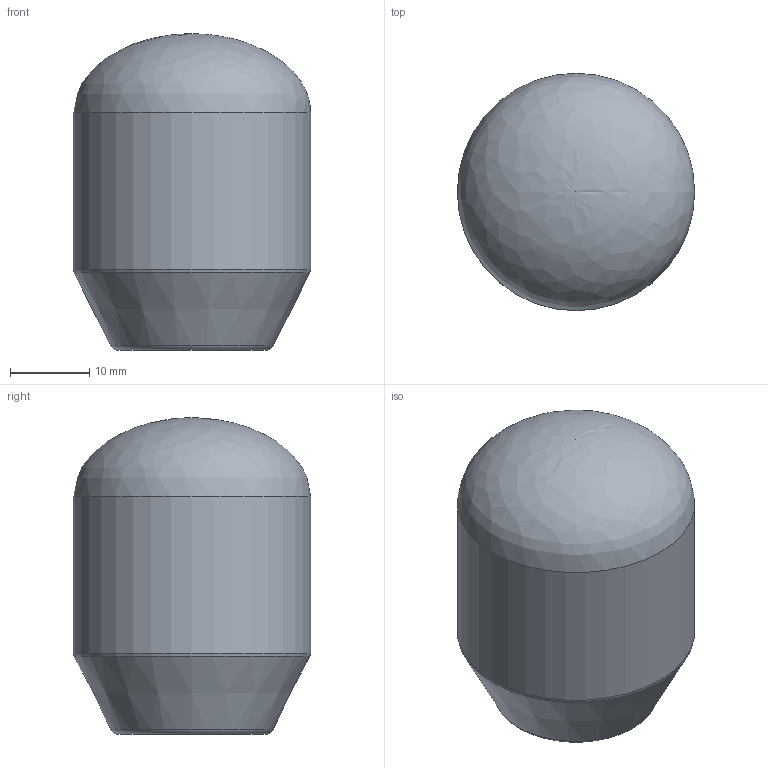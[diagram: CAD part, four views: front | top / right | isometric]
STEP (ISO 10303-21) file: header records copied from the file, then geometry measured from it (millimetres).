
FILE_DESCRIPTION(/* description */ (''),/* implementation_level */ '2;1');
FILE_NAME(/* name */ 'Sanjuks Nobi.step',/* time_stamp */ '2024-09-01T21:44:27-04:00',/* author */ (''),/* organization */ (''),/* preprocessor_version */ 'ST-DEVELOPER v20',/* originating_system */ 'Autodesk Translation Framework v13.14.0.145',/* authorisation */ '');
FILE_SCHEMA (('AUTOMOTIVE_DESIGN { 1 0 10303 214 3 1 1 }'));
Length unit declared in the file: millimetre
Products named in the file (1): Nobi
Bounding box: 30 x 30 x 40 mm (x, y, z)
Volume: 22966.5 mm3; surface area: 4535.5 mm2
Topology: 1 solids, 1 shells, 12 faces, 22 edges, 13 vertices
Faces by surface type: torus 4, cylinder 3, plane 3, cone 1, bspline 1
Full cylindrical faces by diameter (mm): 5 x1, 14 x1, 30 x1
Entity records: 353 total; most frequent: CARTESIAN_POINT 73, DIRECTION 62, ORIENTED_EDGE 42, AXIS2_PLACEMENT_3D 29, EDGE_CURVE 21, CIRCLE 16, EDGE_LOOP 14, VERTEX_POINT 13
